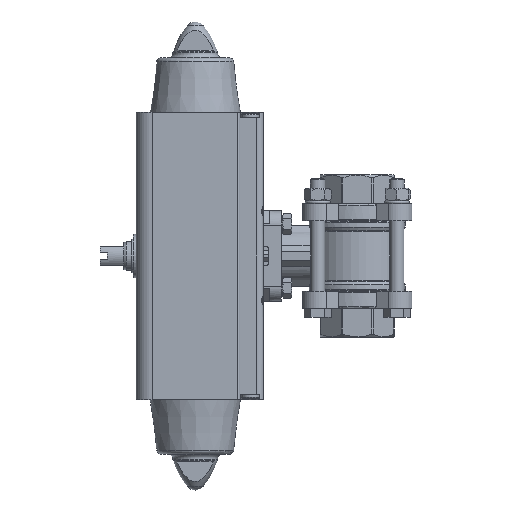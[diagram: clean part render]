
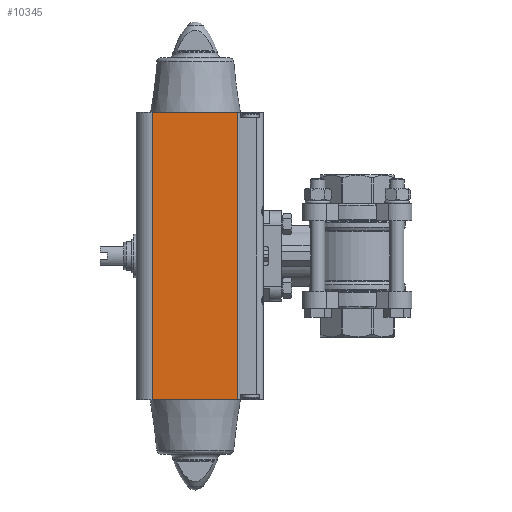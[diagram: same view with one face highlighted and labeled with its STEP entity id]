
A CAD part, left-side view. The second image highlights one B-rep face of the part: STEP entity #10345.
In plain terms, the highlighted planar face has unit normal (-1, 0, 0).
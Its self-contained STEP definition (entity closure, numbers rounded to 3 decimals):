
#2897=ORIENTED_EDGE('',*,*,#4768,.T.);
#2898=ORIENTED_EDGE('',*,*,#4811,.F.);
#2899=ORIENTED_EDGE('',*,*,#4796,.F.);
#2900=ORIENTED_EDGE('',*,*,#4812,.T.);
#4768=EDGE_CURVE('',#5901,#5900,#6745,.T.);
#4796=EDGE_CURVE('',#5922,#5923,#6761,.T.);
#4811=EDGE_CURVE('',#5923,#5900,#6763,.T.);
#4812=EDGE_CURVE('',#5922,#5901,#6764,.T.);
#5900=VERTEX_POINT('',#17508);
#5901=VERTEX_POINT('',#17510);
#5922=VERTEX_POINT('',#17562);
#5923=VERTEX_POINT('',#17564);
#6745=LINE('',#17509,#7536);
#6761=LINE('',#17563,#7552);
#6763=LINE('',#17651,#7554);
#6764=LINE('',#17652,#7555);
#7536=VECTOR('',#13637,1000.);
#7552=VECTOR('',#13685,1000.);
#7554=VECTOR('',#13711,1000.);
#7555=VECTOR('',#13712,1000.);
#8346=EDGE_LOOP('',(#2897,#2898,#2899,#2900));
#9221=FACE_BOUND('',#8346,.T.);
#9822=PLANE('',#11377);
#10345=ADVANCED_FACE('',(#9221),#9822,.F.);
#11377=AXIS2_PLACEMENT_3D('',#17650,#13709,#13710);
#13637=DIRECTION('',(0.,-1.,0.));
#13685=DIRECTION('',(0.,-1.,0.));
#13709=DIRECTION('',(1.,0.,0.));
#13710=DIRECTION('',(0.,0.,-1.));
#13711=DIRECTION('',(0.,0.,-1.));
#13712=DIRECTION('',(0.,0.,-1.));
#17508=CARTESIAN_POINT('',(-32.7,-23.516,-79.6));
#17509=CARTESIAN_POINT('',(-32.7,23.9,-79.6));
#17510=CARTESIAN_POINT('',(-32.7,23.9,-79.6));
#17562=CARTESIAN_POINT('',(-32.7,23.9,79.6));
#17563=CARTESIAN_POINT('',(-32.7,23.9,79.6));
#17564=CARTESIAN_POINT('',(-32.7,-23.516,79.6));
#17650=CARTESIAN_POINT('',(-32.7,23.9,79.6));
#17651=CARTESIAN_POINT('',(-32.7,-23.516,79.6));
#17652=CARTESIAN_POINT('',(-32.7,23.9,79.6));
